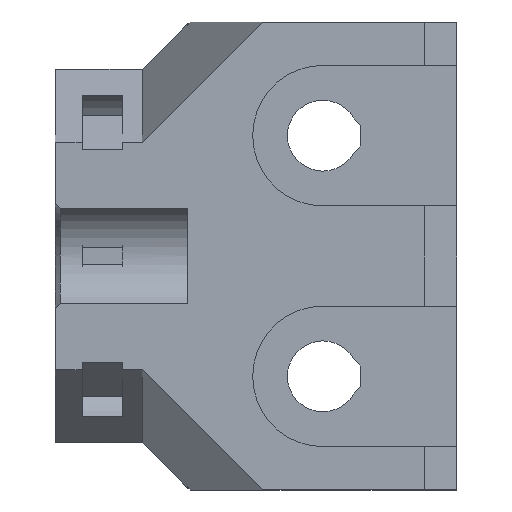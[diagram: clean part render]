
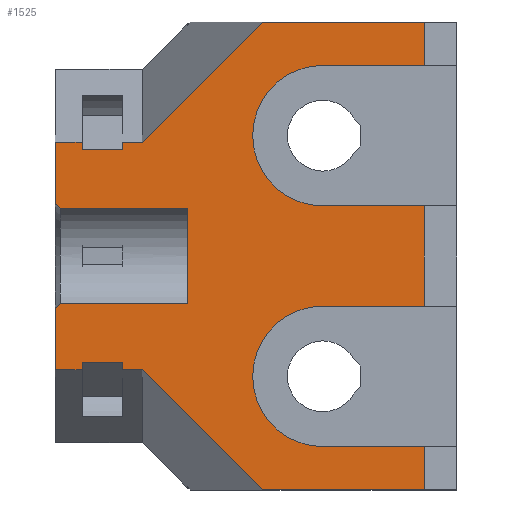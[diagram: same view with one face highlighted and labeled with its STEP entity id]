
A CAD part, left-side view. The second image highlights one B-rep face of the part: STEP entity #1525.
In plain terms, the highlighted planar face has unit normal (-1, 0, 0).
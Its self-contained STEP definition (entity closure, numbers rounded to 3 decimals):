
#34=CIRCLE('',#1631,5.25);
#35=CIRCLE('',#1632,5.25);
#53=(
BOUNDED_CURVE()
B_SPLINE_CURVE(2,(#2189,#2190,#2191),.UNSPECIFIED.,.F.,.F.)
B_SPLINE_CURVE_WITH_KNOTS((3,3),(0.896,0.919),
 .UNSPECIFIED.)
CURVE()
GEOMETRIC_REPRESENTATION_ITEM()
RATIONAL_B_SPLINE_CURVE((1.058,1.03,1.))
REPRESENTATION_ITEM('')
);
#54=(
BOUNDED_CURVE()
B_SPLINE_CURVE(2,(#2195,#2196,#2197),.UNSPECIFIED.,.F.,.F.)
B_SPLINE_CURVE_WITH_KNOTS((3,3),(0.,0.023),.UNSPECIFIED.)
CURVE()
GEOMETRIC_REPRESENTATION_ITEM()
RATIONAL_B_SPLINE_CURVE((1.,1.03,1.058))
REPRESENTATION_ITEM('')
);
#63=FACE_OUTER_BOUND('',#147,.T.);
#147=EDGE_LOOP('',(#1034,#1035,#1036,#1037,#1038,#1039,#1040,#1041,#1042,
#1043,#1044,#1045,#1046,#1047,#1048,#1049,#1050,#1051,#1052,#1053,#1054,
#1055,#1056,#1057,#1058,#1059,#1060,#1061,#1062,#1063));
#244=LINE('',#2172,#444);
#252=LINE('',#2201,#452);
#253=LINE('',#2203,#453);
#254=LINE('',#2205,#454);
#255=LINE('',#2207,#455);
#256=LINE('',#2209,#456);
#257=LINE('',#2211,#457);
#258=LINE('',#2213,#458);
#259=LINE('',#2215,#459);
#260=LINE('',#2217,#460);
#261=LINE('',#2219,#461);
#262=LINE('',#2223,#462);
#263=LINE('',#2225,#463);
#264=LINE('',#2227,#464);
#265=LINE('',#2231,#465);
#266=LINE('',#2233,#466);
#267=LINE('',#2234,#467);
#268=LINE('',#2236,#468);
#269=LINE('',#2238,#469);
#270=LINE('',#2240,#470);
#271=LINE('',#2242,#471);
#272=LINE('',#2244,#472);
#273=LINE('',#2245,#473);
#274=LINE('',#2247,#474);
#275=LINE('',#2249,#475);
#276=LINE('',#2250,#476);
#444=VECTOR('',#1749,10.);
#452=VECTOR('',#1771,10.);
#453=VECTOR('',#1772,10.);
#454=VECTOR('',#1773,10.);
#455=VECTOR('',#1774,10.);
#456=VECTOR('',#1775,10.);
#457=VECTOR('',#1776,10.);
#458=VECTOR('',#1777,10.);
#459=VECTOR('',#1778,10.);
#460=VECTOR('',#1779,10.);
#461=VECTOR('',#1780,10.);
#462=VECTOR('',#1783,10.);
#463=VECTOR('',#1784,10.);
#464=VECTOR('',#1785,10.);
#465=VECTOR('',#1788,10.);
#466=VECTOR('',#1789,10.);
#467=VECTOR('',#1790,10.);
#468=VECTOR('',#1791,10.);
#469=VECTOR('',#1792,10.);
#470=VECTOR('',#1793,10.);
#471=VECTOR('',#1794,10.);
#472=VECTOR('',#1795,10.);
#473=VECTOR('',#1796,10.);
#474=VECTOR('',#1797,10.);
#475=VECTOR('',#1798,10.);
#476=VECTOR('',#1799,10.);
#642=VERTEX_POINT('',#2169);
#643=VERTEX_POINT('',#2171);
#647=VERTEX_POINT('',#2187);
#648=VERTEX_POINT('',#2188);
#649=VERTEX_POINT('',#2192);
#650=VERTEX_POINT('',#2194);
#651=VERTEX_POINT('',#2200);
#652=VERTEX_POINT('',#2202);
#653=VERTEX_POINT('',#2204);
#654=VERTEX_POINT('',#2206);
#655=VERTEX_POINT('',#2208);
#656=VERTEX_POINT('',#2210);
#657=VERTEX_POINT('',#2212);
#658=VERTEX_POINT('',#2214);
#659=VERTEX_POINT('',#2216);
#660=VERTEX_POINT('',#2218);
#661=VERTEX_POINT('',#2220);
#662=VERTEX_POINT('',#2222);
#663=VERTEX_POINT('',#2224);
#664=VERTEX_POINT('',#2226);
#665=VERTEX_POINT('',#2228);
#666=VERTEX_POINT('',#2230);
#667=VERTEX_POINT('',#2232);
#668=VERTEX_POINT('',#2235);
#669=VERTEX_POINT('',#2237);
#670=VERTEX_POINT('',#2239);
#671=VERTEX_POINT('',#2241);
#672=VERTEX_POINT('',#2243);
#673=VERTEX_POINT('',#2246);
#674=VERTEX_POINT('',#2248);
#790=EDGE_CURVE('',#643,#642,#244,.T.);
#798=EDGE_CURVE('',#647,#648,#53,.T.);
#800=EDGE_CURVE('',#649,#650,#54,.T.);
#802=EDGE_CURVE('',#651,#649,#252,.T.);
#803=EDGE_CURVE('',#652,#651,#253,.T.);
#804=EDGE_CURVE('',#652,#653,#254,.T.);
#805=EDGE_CURVE('',#653,#654,#255,.T.);
#806=EDGE_CURVE('',#654,#655,#256,.T.);
#807=EDGE_CURVE('',#656,#655,#257,.T.);
#808=EDGE_CURVE('',#656,#657,#258,.T.);
#809=EDGE_CURVE('',#658,#657,#259,.T.);
#810=EDGE_CURVE('',#659,#658,#260,.T.);
#811=EDGE_CURVE('',#659,#660,#261,.T.);
#812=EDGE_CURVE('',#660,#661,#34,.T.);
#813=EDGE_CURVE('',#661,#662,#262,.T.);
#814=EDGE_CURVE('',#663,#662,#263,.T.);
#815=EDGE_CURVE('',#663,#664,#264,.T.);
#816=EDGE_CURVE('',#664,#665,#35,.T.);
#817=EDGE_CURVE('',#665,#666,#265,.T.);
#818=EDGE_CURVE('',#667,#666,#266,.T.);
#819=EDGE_CURVE('',#667,#643,#267,.T.);
#820=EDGE_CURVE('',#642,#668,#268,.T.);
#821=EDGE_CURVE('',#668,#669,#269,.T.);
#822=EDGE_CURVE('',#669,#670,#270,.T.);
#823=EDGE_CURVE('',#670,#671,#271,.T.);
#824=EDGE_CURVE('',#671,#672,#272,.T.);
#825=EDGE_CURVE('',#648,#672,#273,.T.);
#826=EDGE_CURVE('',#673,#647,#274,.T.);
#827=EDGE_CURVE('',#674,#673,#275,.T.);
#828=EDGE_CURVE('',#674,#650,#276,.T.);
#1034=ORIENTED_EDGE('',*,*,#800,.F.);
#1035=ORIENTED_EDGE('',*,*,#802,.F.);
#1036=ORIENTED_EDGE('',*,*,#803,.F.);
#1037=ORIENTED_EDGE('',*,*,#804,.T.);
#1038=ORIENTED_EDGE('',*,*,#805,.T.);
#1039=ORIENTED_EDGE('',*,*,#806,.T.);
#1040=ORIENTED_EDGE('',*,*,#807,.F.);
#1041=ORIENTED_EDGE('',*,*,#808,.T.);
#1042=ORIENTED_EDGE('',*,*,#809,.F.);
#1043=ORIENTED_EDGE('',*,*,#810,.F.);
#1044=ORIENTED_EDGE('',*,*,#811,.T.);
#1045=ORIENTED_EDGE('',*,*,#812,.T.);
#1046=ORIENTED_EDGE('',*,*,#813,.T.);
#1047=ORIENTED_EDGE('',*,*,#814,.F.);
#1048=ORIENTED_EDGE('',*,*,#815,.T.);
#1049=ORIENTED_EDGE('',*,*,#816,.T.);
#1050=ORIENTED_EDGE('',*,*,#817,.T.);
#1051=ORIENTED_EDGE('',*,*,#818,.F.);
#1052=ORIENTED_EDGE('',*,*,#819,.T.);
#1053=ORIENTED_EDGE('',*,*,#790,.T.);
#1054=ORIENTED_EDGE('',*,*,#820,.T.);
#1055=ORIENTED_EDGE('',*,*,#821,.T.);
#1056=ORIENTED_EDGE('',*,*,#822,.T.);
#1057=ORIENTED_EDGE('',*,*,#823,.T.);
#1058=ORIENTED_EDGE('',*,*,#824,.T.);
#1059=ORIENTED_EDGE('',*,*,#825,.F.);
#1060=ORIENTED_EDGE('',*,*,#798,.F.);
#1061=ORIENTED_EDGE('',*,*,#826,.F.);
#1062=ORIENTED_EDGE('',*,*,#827,.F.);
#1063=ORIENTED_EDGE('',*,*,#828,.T.);
#1450=PLANE('',#1630);
#1525=ADVANCED_FACE('',(#63),#1450,.T.);
#1630=AXIS2_PLACEMENT_3D('',#2199,#1769,#1770);
#1631=AXIS2_PLACEMENT_3D('',#2221,#1781,#1782);
#1632=AXIS2_PLACEMENT_3D('',#2229,#1786,#1787);
#1749=DIRECTION('',(0.,0.707,-0.707));
#1769=DIRECTION('center_axis',(-1.,0.,0.));
#1770=DIRECTION('ref_axis',(0.,0.,1.));
#1771=DIRECTION('',(0.,0.,1.));
#1772=DIRECTION('',(0.,1.,0.));
#1773=DIRECTION('',(0.,0.,1.));
#1774=DIRECTION('',(0.,-1.,0.));
#1775=DIRECTION('',(0.,0.,-1.));
#1776=DIRECTION('',(0.,1.,0.));
#1777=DIRECTION('',(0.,-0.707,-0.707));
#1778=DIRECTION('',(0.,1.,0.));
#1779=DIRECTION('',(0.,0.,-1.));
#1780=DIRECTION('',(0.,1.,0.));
#1781=DIRECTION('center_axis',(1.,0.,0.));
#1782=DIRECTION('ref_axis',(0.,1.,0.));
#1783=DIRECTION('',(0.,-1.,0.));
#1784=DIRECTION('',(0.,0.,-1.));
#1785=DIRECTION('',(0.,1.,0.));
#1786=DIRECTION('center_axis',(1.,0.,0.));
#1787=DIRECTION('ref_axis',(0.,1.,0.));
#1788=DIRECTION('',(0.,-1.,0.));
#1789=DIRECTION('',(0.,0.,-1.));
#1790=DIRECTION('',(0.,1.,0.));
#1791=DIRECTION('',(0.,1.,0.));
#1792=DIRECTION('',(0.,0.,-1.));
#1793=DIRECTION('',(0.,1.,0.));
#1794=DIRECTION('',(0.,0.,1.));
#1795=DIRECTION('',(0.,1.,0.));
#1796=DIRECTION('',(0.,0.,1.));
#1797=DIRECTION('',(0.,1.,0.));
#1798=DIRECTION('',(0.,0.,1.));
#1799=DIRECTION('',(0.,1.,0.));
#2169=CARTESIAN_POINT('',(0.,3.5,26.022));
#2171=CARTESIAN_POINT('',(0.,-5.478,35.));
#2172=CARTESIAN_POINT('',(0.,6.886,22.636));
#2187=CARTESIAN_POINT('',(0.,9.65,21.022));
#2188=CARTESIAN_POINT('',(0.,10.,21.419));
#2189=CARTESIAN_POINT('Ctrl Pts',(0.,9.65,21.022));
#2190=CARTESIAN_POINT('Ctrl Pts',(0.,9.816,
21.212));
#2191=CARTESIAN_POINT('Ctrl Pts',(0.,10.,21.419));
#2192=CARTESIAN_POINT('',(0.,10.,13.581));
#2194=CARTESIAN_POINT('',(0.,9.65,13.978));
#2195=CARTESIAN_POINT('Ctrl Pts',(0.,10.,13.581));
#2196=CARTESIAN_POINT('Ctrl Pts',(0.,9.816,
13.788));
#2197=CARTESIAN_POINT('Ctrl Pts',(0.,9.65,13.978));
#2199=CARTESIAN_POINT('Origin',(0.,0.,8.978));
#2200=CARTESIAN_POINT('',(0.,10.,8.978));
#2201=CARTESIAN_POINT('',(0.,10.,35.));
#2202=CARTESIAN_POINT('',(0.,8.,8.978));
#2203=CARTESIAN_POINT('',(0.,0.,8.978));
#2204=CARTESIAN_POINT('',(0.,8.,9.556));
#2205=CARTESIAN_POINT('',(0.,8.,13.239));
#2206=CARTESIAN_POINT('',(0.,5.,9.556));
#2207=CARTESIAN_POINT('',(0.,4.,9.556));
#2208=CARTESIAN_POINT('',(0.,5.,8.978));
#2209=CARTESIAN_POINT('',(0.,5.,13.239));
#2210=CARTESIAN_POINT('',(0.,3.5,8.978));
#2211=CARTESIAN_POINT('',(0.,0.,8.978));
#2212=CARTESIAN_POINT('',(0.,-5.478,0.));
#2213=CARTESIAN_POINT('',(0.,-1.864,3.614));
#2214=CARTESIAN_POINT('',(0.,-17.6,0.));
#2215=CARTESIAN_POINT('',(0.,0.,0.));
#2216=CARTESIAN_POINT('',(0.,-17.6,3.25));
#2217=CARTESIAN_POINT('',(0.,-17.6,13.239));
#2218=CARTESIAN_POINT('',(0.,-10.,3.25));
#2219=CARTESIAN_POINT('',(0.,-5.,3.25));
#2220=CARTESIAN_POINT('',(0.,-10.,13.75));
#2221=CARTESIAN_POINT('Origin',(0.,-10.,8.5));
#2222=CARTESIAN_POINT('',(0.,-17.6,13.75));
#2223=CARTESIAN_POINT('',(0.,-10.,13.75));
#2224=CARTESIAN_POINT('',(0.,-17.6,21.25));
#2225=CARTESIAN_POINT('',(0.,-17.6,13.239));
#2226=CARTESIAN_POINT('',(0.,-10.,21.25));
#2227=CARTESIAN_POINT('',(0.,-5.,21.25));
#2228=CARTESIAN_POINT('',(0.,-10.,31.75));
#2229=CARTESIAN_POINT('Origin',(0.,-10.,26.5));
#2230=CARTESIAN_POINT('',(0.,-17.6,31.75));
#2231=CARTESIAN_POINT('',(0.,-10.,31.75));
#2232=CARTESIAN_POINT('',(0.,-17.6,35.));
#2233=CARTESIAN_POINT('',(0.,-17.6,13.239));
#2234=CARTESIAN_POINT('',(0.,0.,35.));
#2235=CARTESIAN_POINT('',(0.,5.,26.022));
#2236=CARTESIAN_POINT('',(0.,0.,26.022));
#2237=CARTESIAN_POINT('',(0.,5.,25.444));
#2238=CARTESIAN_POINT('',(0.,5.,13.239));
#2239=CARTESIAN_POINT('',(0.,8.,25.444));
#2240=CARTESIAN_POINT('',(0.,4.,25.444));
#2241=CARTESIAN_POINT('',(0.,8.,26.022));
#2242=CARTESIAN_POINT('',(0.,8.,13.239));
#2243=CARTESIAN_POINT('',(0.,10.,26.022));
#2244=CARTESIAN_POINT('',(0.,0.,26.022));
#2245=CARTESIAN_POINT('',(0.,10.,35.));
#2246=CARTESIAN_POINT('',(0.,0.1,21.022));
#2247=CARTESIAN_POINT('',(0.,0.,21.022));
#2248=CARTESIAN_POINT('',(0.,0.1,13.978));
#2249=CARTESIAN_POINT('',(0.,0.1,35.));
#2250=CARTESIAN_POINT('',(0.,0.,13.978));
